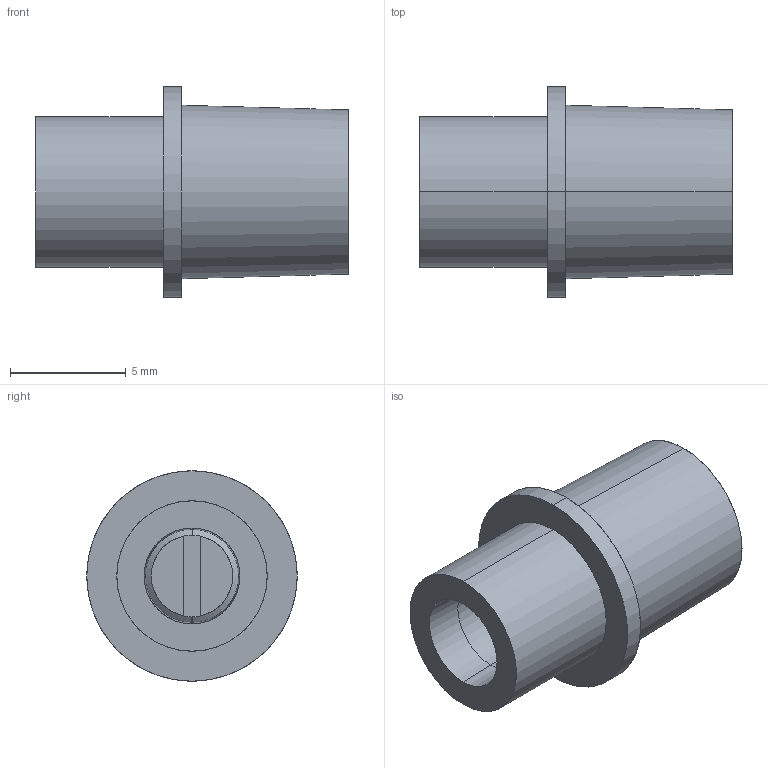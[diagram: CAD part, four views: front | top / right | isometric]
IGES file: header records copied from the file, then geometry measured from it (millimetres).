
Start section: SolidWorks IGES file using analytic representation for surfaces
Global section: file name: WG14058.IGS; native system: SolidWorks 2014; preprocessor: SolidWorks 2014; author: TTsang; date: 140320.115353; units: millimetre
Bounding box: 13.5 x 9.1 x 9.1 mm (x, y, z)
Surface area: 828 mm2 (no closed solid volume)
Topology: 0 solids, 0 shells, 98 faces, 904 edges, 904 vertices
Faces by surface type: bspline 64, revolution 34
